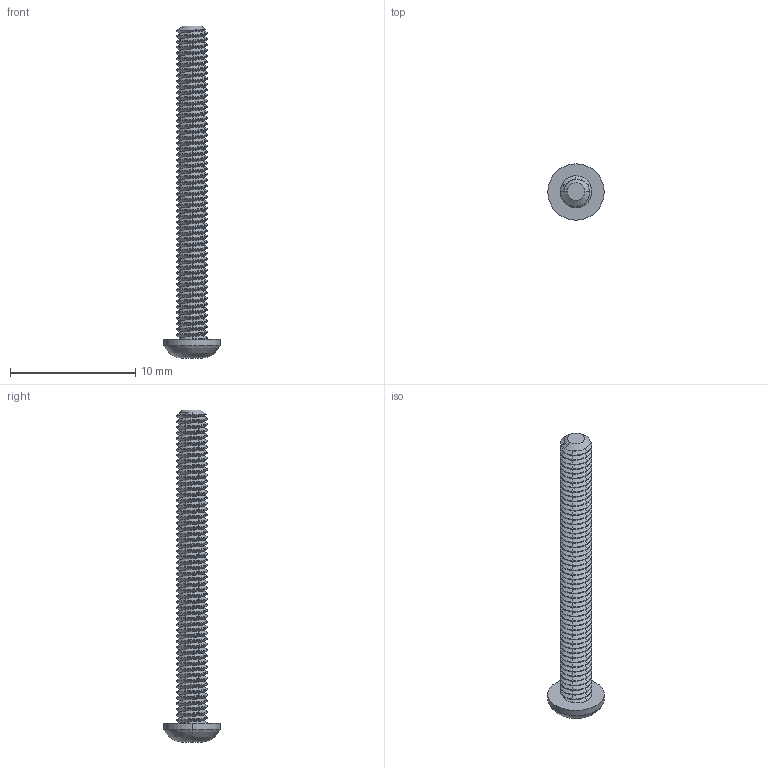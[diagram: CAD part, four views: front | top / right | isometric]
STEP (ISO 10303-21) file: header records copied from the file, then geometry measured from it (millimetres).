
FILE_DESCRIPTION(('CATIA V5 STEP Exchange'),'2;1');
FILE_NAME('M2.5x25_screw.stp','2013-06-11T22:55:15+00:00',('none'),('none'),'CATIA Version 5 Release 18 SP 4 (IN-10)','CATIA V5 STEP AP203','none');
FILE_SCHEMA(('CONFIG_CONTROL_DESIGN'));
Length unit declared in the file: millimetre
Products named in the file (1): 91239A769
Bounding box: 4.5 x 4.5 x 26.5 mm (x, y, z)
Volume: 112.8 mm3; surface area: 350.4 mm2
Topology: 1 solids, 1 shells, 911 faces, 2719 edges, 1811 vertices
Faces by surface type: bspline 666, cylinder 224, cone 10, plane 9, revolution 2
Entity records: 30793 total; most frequent: CARTESIAN_POINT 15042, ORIENTED_EDGE 5438, EDGE_CURVE 2719, VERTEX_POINT 1811, B_SPLINE_CURVE_WITH_KNOTS 1247, EDGE_LOOP 912, ADVANCED_FACE 911, FACE_OUTER_BOUND 911
